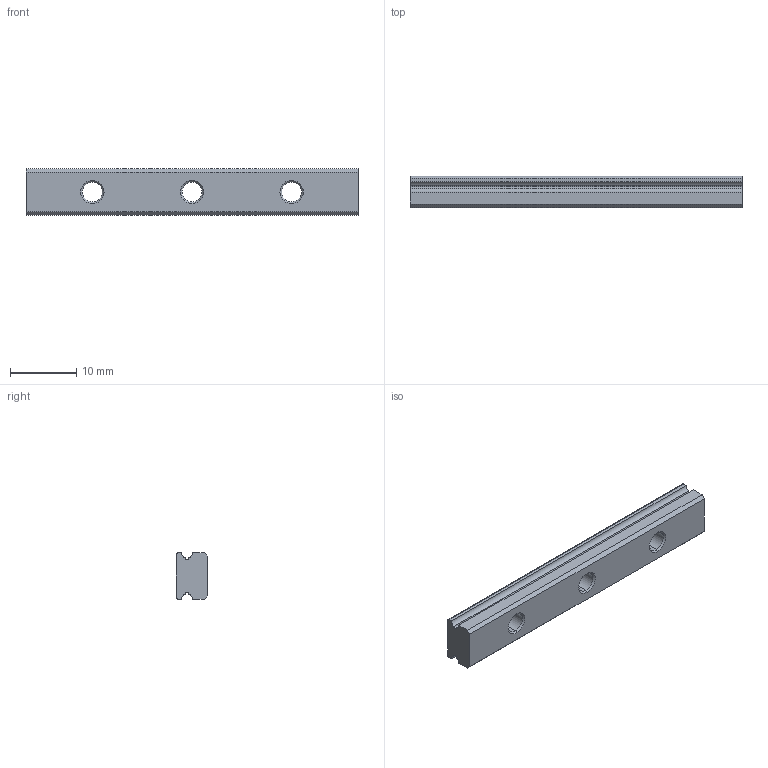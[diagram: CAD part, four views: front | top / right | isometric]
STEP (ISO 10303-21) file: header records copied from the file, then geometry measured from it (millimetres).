
FILE_DESCRIPTION (( 'STEP AP214' ), '1' );
FILE_NAME ('7MN-rail-U.STEP', '2013-07-16T06:28:27', ( 'CMU02' ), ( '' ), 'SwSTEP 2.0', 'SolidWorks 2010', '' );
FILE_SCHEMA (( 'AUTOMOTIVE_DESIGN' ));
Length unit declared in the file: millimetre
Products named in the file (1): 7MN-rail-U
Bounding box: 50 x 4.7 x 7 mm (x, y, z)
Volume: 1418 mm3; surface area: 1398.8 mm2
Topology: 1 solids, 1 shells, 37 faces, 93 edges, 58 vertices
Faces by surface type: cylinder 15, cone 12, plane 10
Entity records: 1159 total; most frequent: DIRECTION 211, CARTESIAN_POINT 189, ORIENTED_EDGE 186, EDGE_CURVE 93, AXIS2_PLACEMENT_3D 80, VERTEX_POINT 58, VECTOR 51, LINE 51
